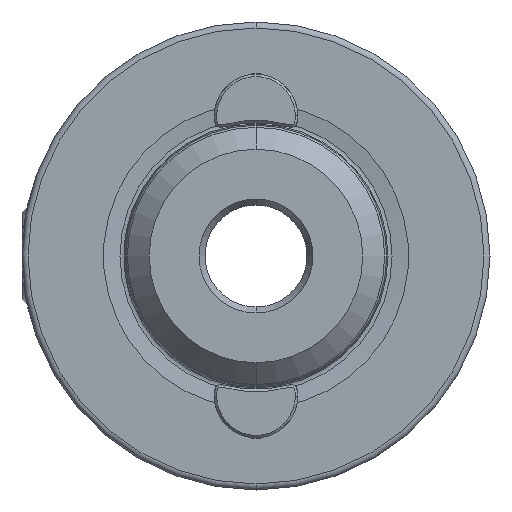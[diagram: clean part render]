
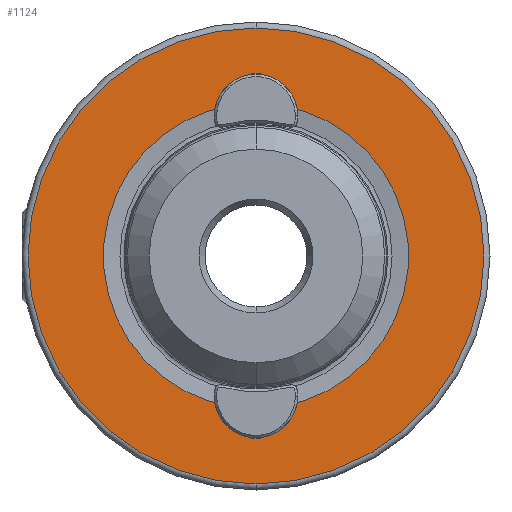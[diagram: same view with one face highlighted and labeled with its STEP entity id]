
A CAD part, left-side view. The second image highlights one B-rep face of the part: STEP entity #1124.
In plain terms, the highlighted planar face has unit normal (-1, 0, 0).
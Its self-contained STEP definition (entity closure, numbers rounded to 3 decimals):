
#59 = DIRECTION ( 'NONE',  ( 0., 0., 1. ) ) ;
#63 = DIRECTION ( 'NONE',  ( -1., 0., 0. ) ) ;
#81 = CARTESIAN_POINT ( 'NONE',  ( 0., 0., 0. ) ) ;
#643 = CARTESIAN_POINT ( 'NONE',  ( 0., 0., 15.2 ) ) ;
#692 = VERTEX_POINT ( 'NONE', #851 ) ;
#851 = CARTESIAN_POINT ( 'NONE',  ( 0., -1.899, -12.572 ) ) ;
#1060 = CARTESIAN_POINT ( 'NONE',  ( 0., 0., -15.2 ) ) ;
#1114 = EDGE_CURVE ( 'NONE', #2459, #4587, #2408, .T. ) ;
#1124 = ADVANCED_FACE ( 'NONE', ( #2293, #2277 ), #4024, .F. ) ;
#1125 = EDGE_LOOP ( 'NONE', ( #1511, #1566, #1751, #1767, #1895, #1897 ) ) ;
#1131 = DIRECTION ( 'NONE',  ( 0., 0., 1. ) ) ;
#1137 = DIRECTION ( 'NONE',  ( -1., 0., 0. ) ) ;
#1141 = CARTESIAN_POINT ( 'NONE',  ( 0., 0., 13.2 ) ) ;
#1154 = AXIS2_PLACEMENT_3D ( 'NONE', #1478, #1449, #1427 ) ;
#1263 = EDGE_LOOP ( 'NONE', ( #1958, #1962 ) ) ;
#1264 = DIRECTION ( 'NONE',  ( 0., 0., 1. ) ) ;
#1268 = DIRECTION ( 'NONE',  ( -1., 0., 0. ) ) ;
#1270 = CIRCLE ( 'NONE', #4627, 2. ) ;
#1273 = CARTESIAN_POINT ( 'NONE',  ( 0., 0., 0. ) ) ;
#1329 = EDGE_CURVE ( 'NONE', #2214, #692, #1841, .T. ) ;
#1427 = DIRECTION ( 'NONE',  ( 0., 0., 1. ) ) ;
#1439 = CIRCLE ( 'NONE', #4771, 12.715 ) ;
#1449 = DIRECTION ( 'NONE',  ( -1., 0., 0. ) ) ;
#1478 = CARTESIAN_POINT ( 'NONE',  ( 0., 0., -13.2 ) ) ;
#1485 = VERTEX_POINT ( 'NONE', #3677 ) ;
#1496 = AXIS2_PLACEMENT_3D ( 'NONE', #1996, #1945, #1971 ) ;
#1511 = ORIENTED_EDGE ( 'NONE', *, *, #1114, .F. ) ;
#1566 = ORIENTED_EDGE ( 'NONE', *, *, #2538, .F. ) ;
#1751 = ORIENTED_EDGE ( 'NONE', *, *, #3481, .F. ) ;
#1767 = ORIENTED_EDGE ( 'NONE', *, *, #3426, .F. ) ;
#1841 = CIRCLE ( 'NONE', #4837, 2. ) ;
#1895 = ORIENTED_EDGE ( 'NONE', *, *, #1329, .F. ) ;
#1897 = ORIENTED_EDGE ( 'NONE', *, *, #2601, .F. ) ;
#1945 = DIRECTION ( 'NONE',  ( -1., 0., 0. ) ) ;
#1958 = ORIENTED_EDGE ( 'NONE', *, *, #3114, .T. ) ;
#1962 = ORIENTED_EDGE ( 'NONE', *, *, #2313, .T. ) ;
#1967 = CIRCLE ( 'NONE', #3208, 19. ) ;
#1971 = DIRECTION ( 'NONE',  ( 0., 0., 1. ) ) ;
#1996 = CARTESIAN_POINT ( 'NONE',  ( 0., 0., 13.2 ) ) ;
#2214 = VERTEX_POINT ( 'NONE', #1060 ) ;
#2254 = CARTESIAN_POINT ( 'NONE',  ( 0., -1.899, 12.572 ) ) ;
#2277 = FACE_OUTER_BOUND ( 'NONE', #1263, .T. ) ;
#2293 = FACE_BOUND ( 'NONE', #1125, .T. ) ;
#2313 = EDGE_CURVE ( 'NONE', #2455, #1485, #4529, .T. ) ;
#2408 = CIRCLE ( 'NONE', #3267, 12.715 ) ;
#2424 = CARTESIAN_POINT ( 'NONE',  ( 0., 0., -13.2 ) ) ;
#2440 = DIRECTION ( 'NONE',  ( 0., 0., 1. ) ) ;
#2455 = VERTEX_POINT ( 'NONE', #2889 ) ;
#2459 = VERTEX_POINT ( 'NONE', #2915 ) ;
#2534 = AXIS2_PLACEMENT_3D ( 'NONE', #81, #63, #59 ) ;
#2538 = EDGE_CURVE ( 'NONE', #3716, #2459, #3133, .T. ) ;
#2601 = EDGE_CURVE ( 'NONE', #4587, #2214, #3086, .T. ) ;
#2823 = CARTESIAN_POINT ( 'NONE',  ( 0., 1.899, -12.572 ) ) ;
#2873 = DIRECTION ( 'NONE',  ( 0., 0., 1. ) ) ;
#2880 = DIRECTION ( 'NONE',  ( -1., 0., 0. ) ) ;
#2884 = CARTESIAN_POINT ( 'NONE',  ( 0., 0., 0. ) ) ;
#2889 = CARTESIAN_POINT ( 'NONE',  ( 0., 0., -19. ) ) ;
#2915 = CARTESIAN_POINT ( 'NONE',  ( 0., 1.899, 12.572 ) ) ;
#3086 = CIRCLE ( 'NONE', #1154, 2. ) ;
#3090 = DIRECTION ( 'NONE',  ( -1., 0., 0. ) ) ;
#3114 = EDGE_CURVE ( 'NONE', #1485, #2455, #1967, .T. ) ;
#3133 = CIRCLE ( 'NONE', #1496, 2. ) ;
#3208 = AXIS2_PLACEMENT_3D ( 'NONE', #2884, #2880, #2873 ) ;
#3267 = AXIS2_PLACEMENT_3D ( 'NONE', #4048, #4077, #4084 ) ;
#3301 = VERTEX_POINT ( 'NONE', #2254 ) ;
#3426 = EDGE_CURVE ( 'NONE', #692, #3301, #1439, .T. ) ;
#3481 = EDGE_CURVE ( 'NONE', #3301, #3716, #1270, .T. ) ;
#3677 = CARTESIAN_POINT ( 'NONE',  ( 0., 0., 19. ) ) ;
#3716 = VERTEX_POINT ( 'NONE', #643 ) ;
#3742 = CARTESIAN_POINT ( 'NONE',  ( 0., 0., -12.715 ) ) ;
#4024 = PLANE ( 'NONE',  #4416 ) ;
#4048 = CARTESIAN_POINT ( 'NONE',  ( 0., 0., 0. ) ) ;
#4077 = DIRECTION ( 'NONE',  ( -1., 0., 0. ) ) ;
#4084 = DIRECTION ( 'NONE',  ( 0., 0., 1. ) ) ;
#4103 = DIRECTION ( 'NONE',  ( 1., 0., 0. ) ) ;
#4108 = DIRECTION ( 'NONE',  ( 0., 0., -1. ) ) ;
#4416 = AXIS2_PLACEMENT_3D ( 'NONE', #3742, #4103, #4108 ) ;
#4529 = CIRCLE ( 'NONE', #2534, 19. ) ;
#4587 = VERTEX_POINT ( 'NONE', #2823 ) ;
#4627 = AXIS2_PLACEMENT_3D ( 'NONE', #1141, #1137, #1131 ) ;
#4771 = AXIS2_PLACEMENT_3D ( 'NONE', #1273, #1268, #1264 ) ;
#4837 = AXIS2_PLACEMENT_3D ( 'NONE', #2424, #3090, #2440 ) ;
